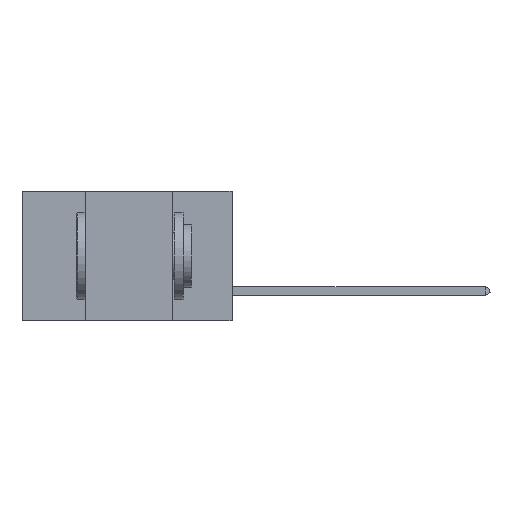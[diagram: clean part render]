
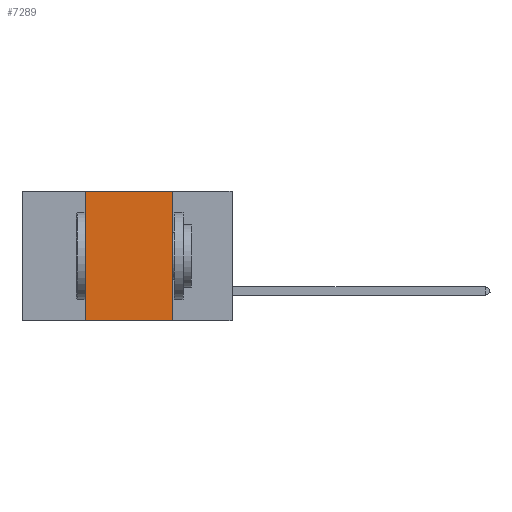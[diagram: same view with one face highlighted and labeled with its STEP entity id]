
A CAD part, left-side view. The second image highlights one B-rep face of the part: STEP entity #7289.
In plain terms, the highlighted planar face has unit normal (-1, 0, 0).
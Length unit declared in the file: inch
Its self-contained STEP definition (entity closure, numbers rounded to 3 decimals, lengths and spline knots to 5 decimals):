
#512 = EDGE_CURVE ( 'NONE', #19820, #17061, #4505, .T. ) ;
#1096 = EDGE_CURVE ( 'NONE', #7007, #17061, #17138, .T. ) ;
#1203 = EDGE_CURVE ( 'NONE', #7007, #5850, #14194, .T. ) ;
#2418 = CARTESIAN_POINT ( 'NONE',  ( 0., 0.17, 0. ) ) ;
#2821 = ORIENTED_EDGE ( 'NONE', *, *, #4500, .F. ) ;
#4500 = EDGE_CURVE ( 'NONE', #5850, #19820, #4599, .T. ) ;
#4505 = LINE ( 'NONE', #2418, #22266 ) ;
#4599 = LINE ( 'NONE', #7307, #14289 ) ;
#5850 = VERTEX_POINT ( 'NONE', #21480 ) ;
#6642 = VECTOR ( 'NONE', #19949, 39.37008 ) ;
#7007 = VERTEX_POINT ( 'NONE', #10563 ) ;
#7230 = FACE_OUTER_BOUND ( 'NONE', #13781, .T. ) ;
#7289 = ADVANCED_FACE ( 'NONE', ( #7230 ), #20309, .F. ) ;
#7307 = CARTESIAN_POINT ( 'NONE',  ( 0., 0.6, 0. ) ) ;
#8054 = DIRECTION ( 'NONE',  ( 0., -1., 0. ) ) ;
#8491 = DIRECTION ( 'NONE',  ( 1., 0., 0. ) ) ;
#9208 = DIRECTION ( 'NONE',  ( 0., 0., -1. ) ) ;
#9757 = ORIENTED_EDGE ( 'NONE', *, *, #1096, .T. ) ;
#10100 = CARTESIAN_POINT ( 'NONE',  ( 0., 0.6, 0. ) ) ;
#10563 = CARTESIAN_POINT ( 'NONE',  ( 0., 0.42, -0.37 ) ) ;
#10967 = ORIENTED_EDGE ( 'NONE', *, *, #1203, .F. ) ;
#11390 = CARTESIAN_POINT ( 'NONE',  ( 0., 0.6, -0.37 ) ) ;
#13781 = EDGE_LOOP ( 'NONE', ( #14350, #2821, #10967, #9757 ) ) ;
#13921 = CARTESIAN_POINT ( 'NONE',  ( 0., 0.17, 0. ) ) ;
#14069 = AXIS2_PLACEMENT_3D ( 'NONE', #10100, #8491, #22097 ) ;
#14194 = LINE ( 'NONE', #16715, #6642 ) ;
#14289 = VECTOR ( 'NONE', #17929, 39.37008 ) ;
#14350 = ORIENTED_EDGE ( 'NONE', *, *, #512, .F. ) ;
#16715 = CARTESIAN_POINT ( 'NONE',  ( 0., 0.42, 0. ) ) ;
#17061 = VERTEX_POINT ( 'NONE', #19743 ) ;
#17138 = LINE ( 'NONE', #11390, #19300 ) ;
#17929 = DIRECTION ( 'NONE',  ( 0., -1., 0. ) ) ;
#19300 = VECTOR ( 'NONE', #8054, 39.37008 ) ;
#19743 = CARTESIAN_POINT ( 'NONE',  ( 0., 0.17, -0.37 ) ) ;
#19820 = VERTEX_POINT ( 'NONE', #13921 ) ;
#19949 = DIRECTION ( 'NONE',  ( 0., 0., 1. ) ) ;
#20309 = PLANE ( 'NONE',  #14069 ) ;
#21480 = CARTESIAN_POINT ( 'NONE',  ( 0., 0.42, 0. ) ) ;
#22097 = DIRECTION ( 'NONE',  ( 0., 0., -1. ) ) ;
#22266 = VECTOR ( 'NONE', #9208, 39.37008 ) ;
